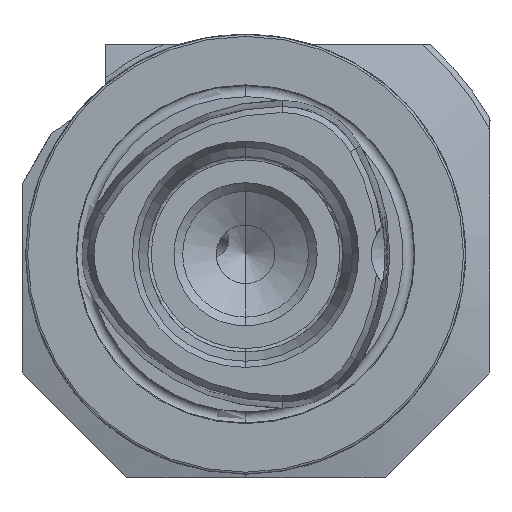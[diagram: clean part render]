
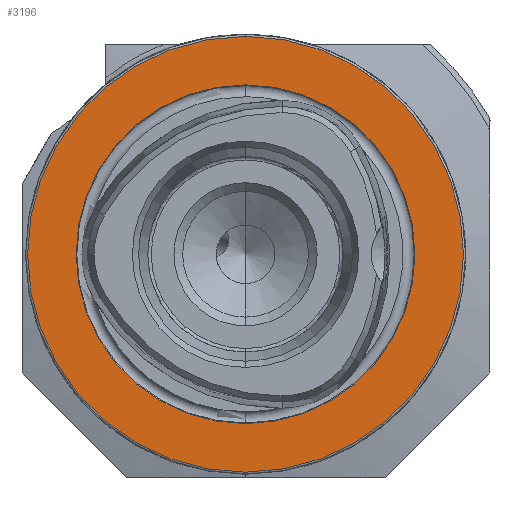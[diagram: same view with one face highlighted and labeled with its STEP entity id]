
A CAD part, left-side view. The second image highlights one B-rep face of the part: STEP entity #3196.
In plain terms, the highlighted planar face has unit normal (-1, 0, 0).
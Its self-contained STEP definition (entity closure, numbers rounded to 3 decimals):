
#52 = AXIS2_PLACEMENT_3D ( 'NONE', #6451, #6808, #6638 ) ;
#77 = AXIS2_PLACEMENT_3D ( 'NONE', #1103, #1086, #941 ) ;
#295 = AXIS2_PLACEMENT_3D ( 'NONE', #2926, #2922, #2920 ) ;
#334 = AXIS2_PLACEMENT_3D ( 'NONE', #2793, #2721, #2778 ) ;
#376 = AXIS2_PLACEMENT_3D ( 'NONE', #6453, #6281, #6261 ) ;
#404 = EDGE_CURVE ( 'NONE', #2075, #2074, #5591, .T. ) ;
#541 = EDGE_CURVE ( 'NONE', #2219, #1994, #5461, .T. ) ;
#760 = CIRCLE ( 'NONE', #334, 24.25 ) ;
#808 = CIRCLE ( 'NONE', #295, 31.2 ) ;
#941 = DIRECTION ( 'NONE',  ( 0., 0., -1. ) ) ;
#1005 = CARTESIAN_POINT ( 'NONE',  ( 0., 0., 31.2 ) ) ;
#1048 = PLANE ( 'NONE',  #77 ) ;
#1086 = DIRECTION ( 'NONE',  ( 1., 0., 0. ) ) ;
#1103 = CARTESIAN_POINT ( 'NONE',  ( 0., 24.25, 0. ) ) ;
#1163 = CARTESIAN_POINT ( 'NONE',  ( 0., 0., -24.25 ) ) ;
#1479 = CARTESIAN_POINT ( 'NONE',  ( 0., 0., 24.25 ) ) ;
#1536 = CARTESIAN_POINT ( 'NONE',  ( 0., 0., -31.2 ) ) ;
#1994 = VERTEX_POINT ( 'NONE', #1536 ) ;
#2074 = VERTEX_POINT ( 'NONE', #1479 ) ;
#2075 = VERTEX_POINT ( 'NONE', #1163 ) ;
#2219 = VERTEX_POINT ( 'NONE', #1005 ) ;
#2318 = ORIENTED_EDGE ( 'NONE', *, *, #4008, .T. ) ;
#2721 = DIRECTION ( 'NONE',  ( -1., 0., 0. ) ) ;
#2778 = DIRECTION ( 'NONE',  ( 0., 0., 1. ) ) ;
#2786 = ORIENTED_EDGE ( 'NONE', *, *, #541, .T. ) ;
#2793 = CARTESIAN_POINT ( 'NONE',  ( 0., 0., 0. ) ) ;
#2913 = ORIENTED_EDGE ( 'NONE', *, *, #404, .F. ) ;
#2920 = DIRECTION ( 'NONE',  ( 0., 0., 1. ) ) ;
#2922 = DIRECTION ( 'NONE',  ( -1., 0., 0. ) ) ;
#2926 = CARTESIAN_POINT ( 'NONE',  ( 0., 0., 0. ) ) ;
#2952 = ORIENTED_EDGE ( 'NONE', *, *, #4005, .F. ) ;
#3196 = ADVANCED_FACE ( 'NONE', ( #5446, #5482 ), #1048, .F. ) ;
#4005 = EDGE_CURVE ( 'NONE', #2074, #2075, #760, .T. ) ;
#4008 = EDGE_CURVE ( 'NONE', #1994, #2219, #808, .T. ) ;
#4570 = EDGE_LOOP ( 'NONE', ( #2786, #2318 ) ) ;
#4833 = EDGE_LOOP ( 'NONE', ( #2952, #2913 ) ) ;
#5446 = FACE_BOUND ( 'NONE', #4833, .T. ) ;
#5461 = CIRCLE ( 'NONE', #52, 31.2 ) ;
#5482 = FACE_OUTER_BOUND ( 'NONE', #4570, .T. ) ;
#5591 = CIRCLE ( 'NONE', #376, 24.25 ) ;
#6261 = DIRECTION ( 'NONE',  ( 0., 0., 1. ) ) ;
#6281 = DIRECTION ( 'NONE',  ( -1., 0., 0. ) ) ;
#6451 = CARTESIAN_POINT ( 'NONE',  ( 0., 0., 0. ) ) ;
#6453 = CARTESIAN_POINT ( 'NONE',  ( 0., 0., 0. ) ) ;
#6638 = DIRECTION ( 'NONE',  ( 0., 0., 1. ) ) ;
#6808 = DIRECTION ( 'NONE',  ( -1., 0., 0. ) ) ;
